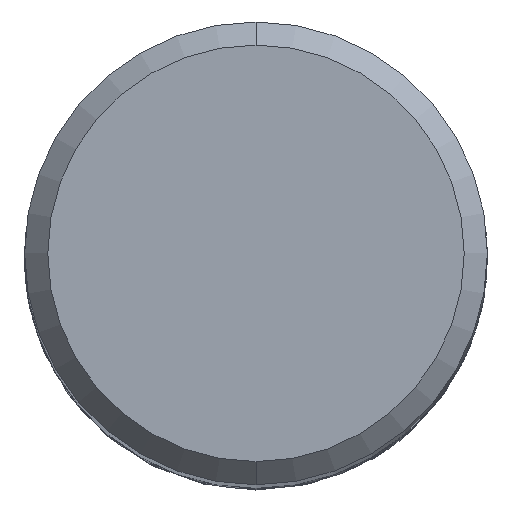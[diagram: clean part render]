
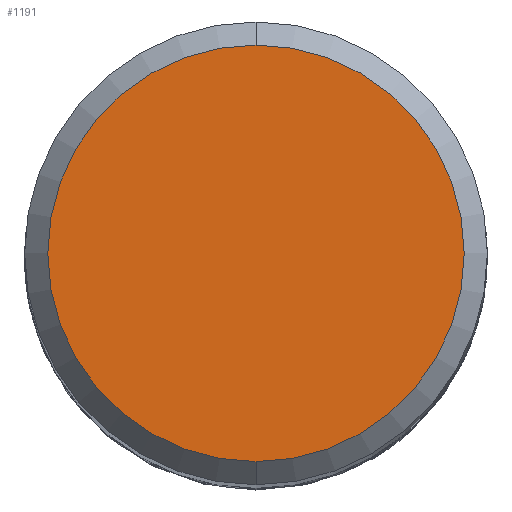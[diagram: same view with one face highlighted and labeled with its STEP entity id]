
A CAD part, top view. The second image highlights one B-rep face of the part: STEP entity #1191.
In plain terms, the highlighted planar face has unit normal (0, 0, 1).
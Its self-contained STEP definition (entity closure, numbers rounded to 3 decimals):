
#517=EDGE_CURVE('',#601,#931,#1380,.T.);
#601=VERTEX_POINT('',#1468);
#883=EDGE_CURVE('',#931,#601,#1784,.T.);
#931=VERTEX_POINT('',#1835);
#1191=ADVANCED_FACE('',(#2111),#2112,.T.);
#1380=CIRCLE('',#3103,4.5);
#1468=CARTESIAN_POINT('',(0.,-4.5,0.0));
#1784=CIRCLE('',#6895,4.5);
#1835=CARTESIAN_POINT('',(0.0,4.5,0.0));
#2111=FACE_OUTER_BOUND('',#10298,.T.);
#2112=PLANE('',#10299);
#3103=AXIS2_PLACEMENT_3D('',#12938,#12939,#12940);
#6895=AXIS2_PLACEMENT_3D('',#13395,#13396,#13397);
#10298=EDGE_LOOP('',(#13646,#13647));
#10299=AXIS2_PLACEMENT_3D('',#13648,#13649,#13650);
#12938=CARTESIAN_POINT('',(0.0,0.0,0.0));
#12939=DIRECTION('',(0.0,0.0,-1.0));
#12940=DIRECTION('',(0.0,1.0,0.0));
#13395=CARTESIAN_POINT('',(0.0,0.0,0.0));
#13396=DIRECTION('',(0.0,0.0,-1.0));
#13397=DIRECTION('',(0.0,1.0,0.0));
#13646=ORIENTED_EDGE('',*,*,#883,.F.);
#13647=ORIENTED_EDGE('',*,*,#517,.F.);
#13648=CARTESIAN_POINT('',(0.0,2.25,0.0));
#13649=DIRECTION('',(-0.0,0.0,1.0));
#13650=DIRECTION('',(0.0,-1.0,0.0));
